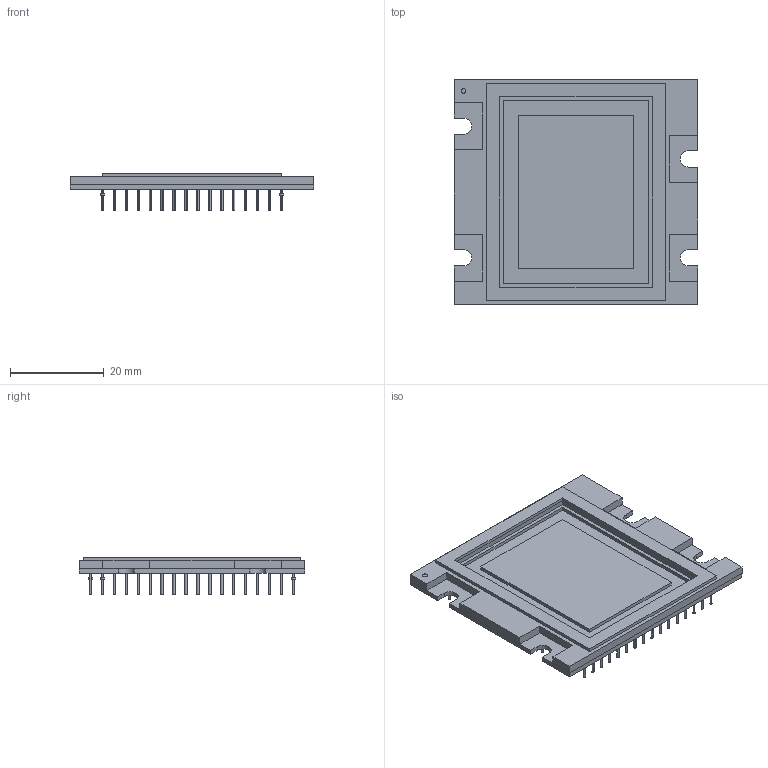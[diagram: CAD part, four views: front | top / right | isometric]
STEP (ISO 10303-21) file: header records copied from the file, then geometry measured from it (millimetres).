
FILE_DESCRIPTION((''),'2;1');
FILE_NAME('CMV20000.stp','2013-02-12T15:24:24',(''),(''),'Mechanical Desktop 2011','Mechanical Desktop 2011',', , ');
FILE_SCHEMA(('AUTOMOTIVE_DESIGN { 1 2 10303 214 1 1 1 1 }'));
Length unit declared in the file: millimetre
Products named in the file (1): Product
Bounding box: 51.9 x 48.1 x 8.02 mm (x, y, z)
Volume: 5233.7 mm3; surface area: 11848.3 mm2
Topology: 152 solids, 152 shells, 664 faces, 1074 edges, 716 vertices
Faces by surface type: plane 343, cylinder 302, bspline 19
Entity records: 15412 total; most frequent: DIRECTION 2970, CARTESIAN_POINT 2512, ORIENTED_EDGE 2148, AXIS2_PLACEMENT_3D 1250, EDGE_CURVE 1074, VERTEX_POINT 716, EDGE_LOOP 670, FACE_OUTER_BOUND 664
